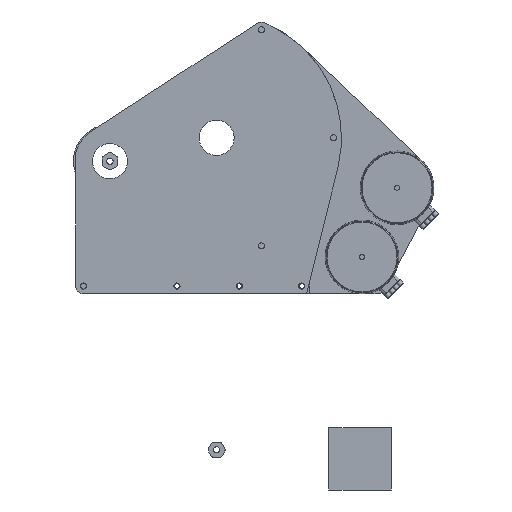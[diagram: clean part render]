
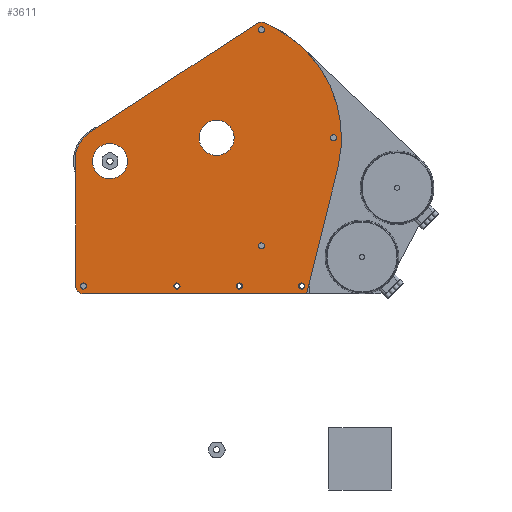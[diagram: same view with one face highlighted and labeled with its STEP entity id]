
A CAD part, left-side view. The second image highlights one B-rep face of the part: STEP entity #3611.
In plain terms, the highlighted planar face has unit normal (-1, 0, 0).
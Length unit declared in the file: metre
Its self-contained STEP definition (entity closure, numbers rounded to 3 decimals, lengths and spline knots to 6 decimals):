
#209=LINE('',#6378,#401);
#213=LINE('',#6390,#405);
#217=LINE('',#6402,#409);
#221=LINE('',#6465,#413);
#401=VECTOR('',#5331,1.);
#405=VECTOR('',#5343,1.);
#409=VECTOR('',#5355,1.);
#413=VECTOR('',#5429,1.);
#602=PLANE('',#4323);
#1425=ORIENTED_EDGE('',*,*,#1896,.F.);
#1426=ORIENTED_EDGE('',*,*,#1876,.F.);
#1427=ORIENTED_EDGE('',*,*,#1873,.T.);
#1428=ORIENTED_EDGE('',*,*,#1870,.F.);
#1429=ORIENTED_EDGE('',*,*,#1867,.F.);
#1430=ORIENTED_EDGE('',*,*,#1864,.T.);
#1431=ORIENTED_EDGE('',*,*,#1861,.F.);
#1432=ORIENTED_EDGE('',*,*,#1858,.F.);
#1433=ORIENTED_EDGE('',*,*,#1897,.F.);
#1434=ORIENTED_EDGE('',*,*,#1894,.T.);
#1435=ORIENTED_EDGE('',*,*,#1892,.T.);
#1436=ORIENTED_EDGE('',*,*,#1890,.T.);
#1437=ORIENTED_EDGE('',*,*,#1888,.T.);
#1438=ORIENTED_EDGE('',*,*,#1886,.T.);
#1439=ORIENTED_EDGE('',*,*,#1884,.T.);
#1440=ORIENTED_EDGE('',*,*,#1882,.T.);
#1441=ORIENTED_EDGE('',*,*,#1880,.T.);
#1442=ORIENTED_EDGE('',*,*,#1878,.T.);
#1858=EDGE_CURVE('',#2203,#2204,#209,.T.);
#1861=EDGE_CURVE('',#2204,#2206,#2440,.T.);
#1864=EDGE_CURVE('',#2208,#2206,#213,.T.);
#1867=EDGE_CURVE('',#2208,#2210,#2442,.T.);
#1870=EDGE_CURVE('',#2210,#2212,#217,.T.);
#1873=EDGE_CURVE('',#2214,#2212,#2444,.T.);
#1876=EDGE_CURVE('',#2214,#2216,#2446,.T.);
#1878=EDGE_CURVE('',#2217,#2217,#2447,.T.);
#1880=EDGE_CURVE('',#2219,#2219,#2449,.T.);
#1882=EDGE_CURVE('',#2221,#2221,#2451,.T.);
#1884=EDGE_CURVE('',#2223,#2223,#2453,.T.);
#1886=EDGE_CURVE('',#2225,#2225,#2455,.T.);
#1888=EDGE_CURVE('',#2227,#2227,#2457,.T.);
#1890=EDGE_CURVE('',#2229,#2229,#2459,.T.);
#1892=EDGE_CURVE('',#2231,#2231,#2461,.T.);
#1894=EDGE_CURVE('',#2233,#2233,#2463,.T.);
#1896=EDGE_CURVE('',#2216,#2235,#2465,.T.);
#1897=EDGE_CURVE('',#2235,#2203,#221,.T.);
#2203=VERTEX_POINT('',#6377);
#2204=VERTEX_POINT('',#6379);
#2206=VERTEX_POINT('',#6385);
#2208=VERTEX_POINT('',#6391);
#2210=VERTEX_POINT('',#6397);
#2212=VERTEX_POINT('',#6403);
#2214=VERTEX_POINT('',#6409);
#2216=VERTEX_POINT('',#6415);
#2217=VERTEX_POINT('',#6419);
#2219=VERTEX_POINT('',#6424);
#2221=VERTEX_POINT('',#6429);
#2223=VERTEX_POINT('',#6434);
#2225=VERTEX_POINT('',#6439);
#2227=VERTEX_POINT('',#6444);
#2229=VERTEX_POINT('',#6449);
#2231=VERTEX_POINT('',#6454);
#2233=VERTEX_POINT('',#6459);
#2235=VERTEX_POINT('',#6464);
#2440=CIRCLE('',#4284,0.00635);
#2442=CIRCLE('',#4288,0.028575);
#2444=CIRCLE('',#4292,0.00635);
#2446=CIRCLE('',#4295,0.127634);
#2447=CIRCLE('',#4297,0.014288);
#2449=CIRCLE('',#4300,0.014288);
#2451=CIRCLE('',#4303,0.002489);
#2453=CIRCLE('',#4306,0.002489);
#2455=CIRCLE('',#4309,0.002489);
#2457=CIRCLE('',#4312,0.002489);
#2459=CIRCLE('',#4315,0.002489);
#2461=CIRCLE('',#4318,0.002489);
#2463=CIRCLE('',#4321,0.002489);
#2465=CIRCLE('',#4324,0.1017);
#2855=EDGE_LOOP('',(#1425,#1426,#1427,#1428,#1429,#1430,#1431,#1432,#1433));
#2856=EDGE_LOOP('',(#1434));
#2857=EDGE_LOOP('',(#1435));
#2858=EDGE_LOOP('',(#1436));
#2859=EDGE_LOOP('',(#1437));
#2860=EDGE_LOOP('',(#1438));
#2861=EDGE_LOOP('',(#1439));
#2862=EDGE_LOOP('',(#1440));
#2863=EDGE_LOOP('',(#1441));
#2864=EDGE_LOOP('',(#1442));
#3265=FACE_BOUND('',#2855,.T.);
#3266=FACE_BOUND('',#2856,.T.);
#3267=FACE_BOUND('',#2857,.T.);
#3268=FACE_BOUND('',#2858,.T.);
#3269=FACE_BOUND('',#2859,.T.);
#3270=FACE_BOUND('',#2860,.T.);
#3271=FACE_BOUND('',#2861,.T.);
#3272=FACE_BOUND('',#2862,.T.);
#3273=FACE_BOUND('',#2863,.T.);
#3274=FACE_BOUND('',#2864,.T.);
#3611=ADVANCED_FACE('',(#3265,#3266,#3267,#3268,#3269,#3270,#3271,#3272,
#3273,#3274),#602,.T.);
#4284=AXIS2_PLACEMENT_3D('',#6384,#5337,#5338);
#4288=AXIS2_PLACEMENT_3D('',#6396,#5349,#5350);
#4292=AXIS2_PLACEMENT_3D('',#6408,#5361,#5362);
#4295=AXIS2_PLACEMENT_3D('',#6414,#5368,#5369);
#4297=AXIS2_PLACEMENT_3D('',#6418,#5373,#5374);
#4300=AXIS2_PLACEMENT_3D('',#6423,#5379,#5380);
#4303=AXIS2_PLACEMENT_3D('',#6428,#5385,#5386);
#4306=AXIS2_PLACEMENT_3D('',#6433,#5391,#5392);
#4309=AXIS2_PLACEMENT_3D('',#6438,#5397,#5398);
#4312=AXIS2_PLACEMENT_3D('',#6443,#5403,#5404);
#4315=AXIS2_PLACEMENT_3D('',#6448,#5409,#5410);
#4318=AXIS2_PLACEMENT_3D('',#6453,#5415,#5416);
#4321=AXIS2_PLACEMENT_3D('',#6458,#5421,#5422);
#4323=AXIS2_PLACEMENT_3D('',#6462,#5425,#5426);
#4324=AXIS2_PLACEMENT_3D('',#6463,#5427,#5428);
#5331=DIRECTION('',(0.,1.,0.));
#5337=DIRECTION('',(1.,0.,0.));
#5338=DIRECTION('',(0.,0.,-1.));
#5343=DIRECTION('',(0.,0.,-1.));
#5349=DIRECTION('',(1.,0.,0.));
#5350=DIRECTION('',(0.,0.,-1.));
#5355=DIRECTION('',(0.,-0.837,0.547));
#5361=DIRECTION('',(-1.,0.,0.));
#5362=DIRECTION('',(0.,0.,-1.));
#5368=DIRECTION('',(1.,0.,0.));
#5369=DIRECTION('',(0.,0.,-1.));
#5373=DIRECTION('',(1.,0.,0.));
#5374=DIRECTION('',(0.,0.,-1.));
#5379=DIRECTION('',(1.,0.,0.));
#5380=DIRECTION('',(0.,0.,-1.));
#5385=DIRECTION('',(1.,0.,0.));
#5386=DIRECTION('',(0.,0.,-1.));
#5391=DIRECTION('',(1.,0.,0.));
#5392=DIRECTION('',(0.,0.,-1.));
#5397=DIRECTION('',(1.,0.,0.));
#5398=DIRECTION('',(0.,0.,-1.));
#5403=DIRECTION('',(1.,0.,0.));
#5404=DIRECTION('',(0.,0.,-1.));
#5409=DIRECTION('',(1.,0.,0.));
#5410=DIRECTION('',(0.,0.,-1.));
#5415=DIRECTION('',(1.,0.,0.));
#5416=DIRECTION('',(0.,0.,-1.));
#5421=DIRECTION('',(1.,0.,0.));
#5422=DIRECTION('',(0.,0.,-1.));
#5425=DIRECTION('',(-1.,0.,0.));
#5426=DIRECTION('',(0.,1.,0.));
#5427=DIRECTION('',(1.,0.,0.));
#5428=DIRECTION('',(0.,0.,1.));
#5429=DIRECTION('',(0.,0.24,-0.971));
#6377=CARTESIAN_POINT('',(-0.041275,-0.073359,0.127));
#6378=CARTESIAN_POINT('',(-0.041275,-0.011492,0.127));
#6379=CARTESIAN_POINT('',(-0.041275,0.108442,0.127));
#6384=CARTESIAN_POINT('',(-0.041275,0.108442,0.13335));
#6385=CARTESIAN_POINT('',(-0.041275,0.114792,0.13335));
#6390=CARTESIAN_POINT('',(-0.041275,0.114792,0.187105));
#6391=CARTESIAN_POINT('',(-0.041275,0.114792,0.24086));
#6396=CARTESIAN_POINT('',(-0.041275,0.086835,0.23495));
#6397=CARTESIAN_POINT('',(-0.041275,0.102452,0.25888));
#6402=CARTESIAN_POINT('',(-0.041275,0.03471,0.303088));
#6403=CARTESIAN_POINT('',(-0.041275,-0.033031,0.347296));
#6408=CARTESIAN_POINT('',(-0.041275,-0.036501,0.341978));
#6409=CARTESIAN_POINT('',(-0.041275,-0.039179,0.347736));
#6414=CARTESIAN_POINT('',(-0.041275,0.014637,0.232003));
#6415=CARTESIAN_POINT('',(-0.041275,-0.073173,0.32463));
#6418=CARTESIAN_POINT('',(-0.041275,0.086835,0.23495));
#6419=CARTESIAN_POINT('',(-0.041275,0.086835,0.220663));
#6423=CARTESIAN_POINT('',(-0.041275,0.,0.254));
#6424=CARTESIAN_POINT('',(-0.041275,0.,0.239713));
#6428=CARTESIAN_POINT('',(-0.041275,0.108442,0.13335));
#6429=CARTESIAN_POINT('',(-0.041275,0.108442,0.130861));
#6433=CARTESIAN_POINT('',(-0.041275,0.032242,0.13335));
#6434=CARTESIAN_POINT('',(-0.041275,0.032242,0.130861));
#6438=CARTESIAN_POINT('',(-0.041275,-0.018558,0.13335));
#6439=CARTESIAN_POINT('',(-0.041275,-0.018558,0.130861));
#6443=CARTESIAN_POINT('',(-0.041275,-0.069358,0.13335));
#6444=CARTESIAN_POINT('',(-0.041275,-0.069358,0.130861));
#6448=CARTESIAN_POINT('',(-0.041275,-0.036501,0.341978));
#6449=CARTESIAN_POINT('',(-0.041275,-0.036501,0.339489));
#6453=CARTESIAN_POINT('',(-0.041275,-0.036501,0.166021));
#6454=CARTESIAN_POINT('',(-0.041275,-0.036501,0.163532));
#6458=CARTESIAN_POINT('',(-0.041275,-0.09525,0.254));
#6459=CARTESIAN_POINT('',(-0.041275,-0.09525,0.251511));
#6462=CARTESIAN_POINT('',(-0.041275,-0.031092,0.194104));
#6463=CARTESIAN_POINT('',(-0.041275,0.,0.254));
#6464=CARTESIAN_POINT('',(-0.041275,-0.098726,0.229587));
#6465=CARTESIAN_POINT('',(-0.041275,-0.086043,0.178294));
